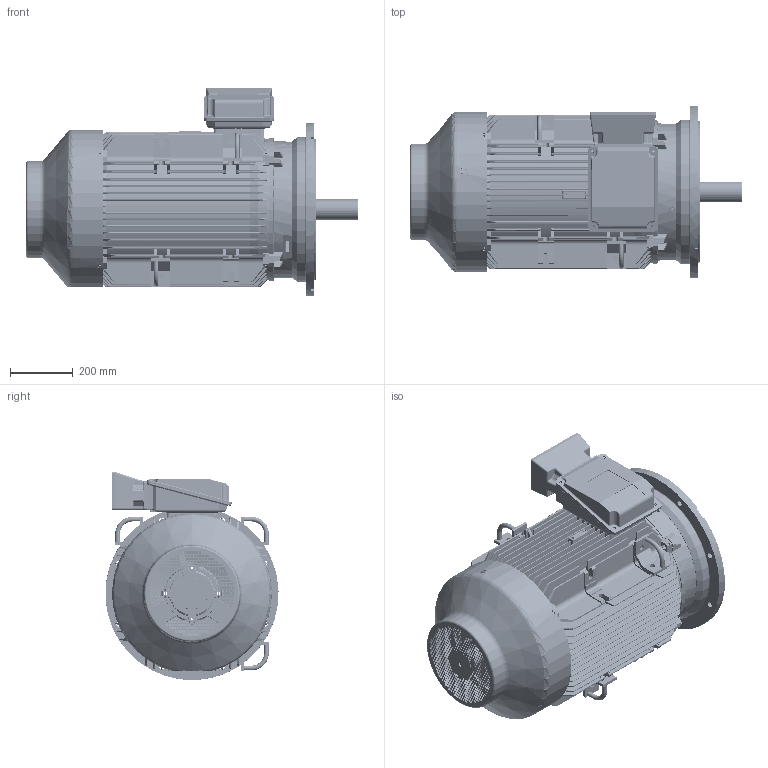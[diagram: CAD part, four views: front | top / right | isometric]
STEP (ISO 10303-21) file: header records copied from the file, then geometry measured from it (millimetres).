
FILE_DESCRIPTION( ( 'Unknown' ), '1' );
FILE_NAME( 'WP-DF280SE B5 2P.stp', 'Unknown', ( 'Unknown' ), ( 'Unknown' ), 'PSStep 17.0.49', 'Unknown', ' ' );
FILE_SCHEMA( ( 'AUTOMOTIVE_DESIGN { 1 0 10303 214 1 1 1 1 }' ) );
Length unit declared in the file: millimetre
Products named in the file (12): w3lfm
Bounding box: 1054.77 x 549.66 x 661.49 mm (x, y, z)
Volume: 33975568.2 mm3; surface area: 7128353.2 mm2
Topology: 12 solids, 17 shells, 6603 faces, 17993 edges, 11355 vertices
Faces by surface type: plane 3391, bspline 1237, cylinder 1221, cone 296, torus 280, sphere 178
Full cylindrical faces by diameter (mm): 5 x4, 5.188 x2, 6 x4, 6.985 x5, 8 x13, 8.5 x1, 8.985 x2, 10 x21, 12 x1, 14.188 x12, 14.376 x4, 15 x11, 16 x4, 17 x6, 17.5 x1, 19 x28, 20 x1, 21 x1, 57.1 x1, 60 x2, 65 x1, 67 x2, 70 x5, 82 x2, 90 x2, 94.9 x2, 100 x1, 100.2 x1, 105 x1, 120 x1
Entity records: 411450 total; most frequent: CARTESIAN_POINT 200880, ORIENTED_EDGE 35010, DIRECTION 28871, EDGE_CURVE 17505, VERTEX_POINT 11226, LINE 10037, VECTOR 10037, AXIS2_PLACEMENT_3D 9417
